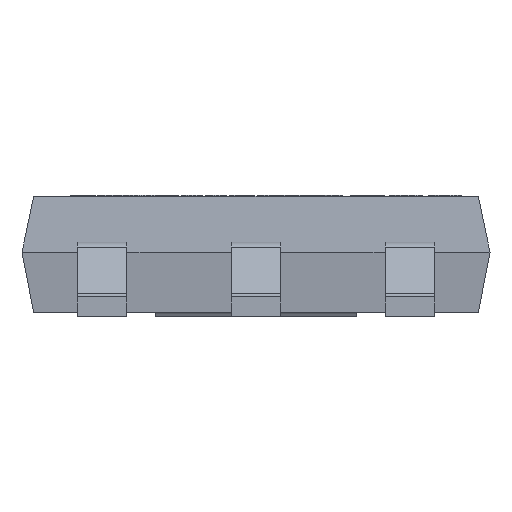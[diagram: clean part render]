
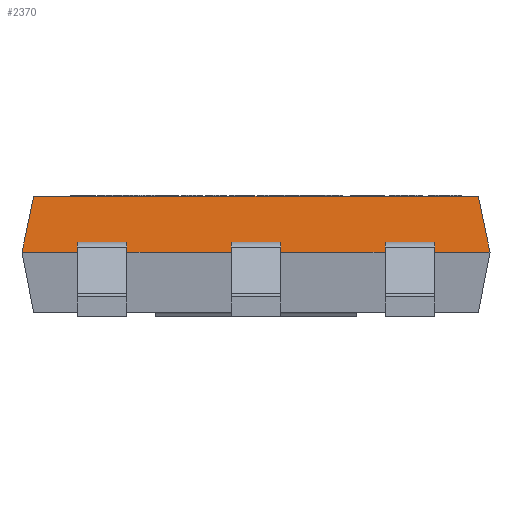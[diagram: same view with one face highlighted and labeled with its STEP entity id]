
A CAD part, front view. The second image highlights one B-rep face of the part: STEP entity #2370.
In plain terms, the highlighted free-form (B-spline) face has degree [1, 1] with [2, 2] control points.
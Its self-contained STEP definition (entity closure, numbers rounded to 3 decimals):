
#24 = VERTEX_POINT('',#25);
#25 = CARTESIAN_POINT('',(3.325,-1.663,1.8));
#31 = EDGE_CURVE('',#24,#32,#34,.T.);
#32 = VERTEX_POINT('',#33);
#33 = CARTESIAN_POINT('',(-3.325,-1.663,1.8));
#34 = LINE('',#35,#36);
#35 = CARTESIAN_POINT('',(3.325,-1.663,1.8));
#36 = VECTOR('',#37,1.);
#37 = DIRECTION('',(-1.,0.,0.));
#2288 = EDGE_CURVE('',#24,#2289,#2291,.T.);
#2289 = VERTEX_POINT('',#2290);
#2290 = CARTESIAN_POINT('',(3.5,-1.75,0.963));
#2291 = B_SPLINE_CURVE_WITH_KNOTS('',1,(#2292,#2293),.UNSPECIFIED.,.F.,
  .F.,(2,2),(0.,1.),.PIECEWISE_BEZIER_KNOTS.);
#2292 = CARTESIAN_POINT('',(3.325,-1.663,1.8));
#2293 = CARTESIAN_POINT('',(3.5,-1.75,0.963));
#2370 = ADVANCED_FACE('',(#2371),#2493,.T.);
#2371 = FACE_BOUND('',#2372,.T.);
#2372 = EDGE_LOOP('',(#2373,#2374,#2375,#2382,#2390,#2400,#2407,#2417,
    #2425,#2435,#2442,#2452,#2460,#2470,#2477,#2487));
#2373 = ORIENTED_EDGE('',*,*,#2288,.F.);
#2374 = ORIENTED_EDGE('',*,*,#31,.T.);
#2375 = ORIENTED_EDGE('',*,*,#2376,.T.);
#2376 = EDGE_CURVE('',#32,#2377,#2379,.T.);
#2377 = VERTEX_POINT('',#2378);
#2378 = CARTESIAN_POINT('',(-3.5,-1.75,0.963));
#2379 = B_SPLINE_CURVE_WITH_KNOTS('',1,(#2380,#2381),.UNSPECIFIED.,.F.,
  .F.,(2,2),(0.,1.),.PIECEWISE_BEZIER_KNOTS.);
#2380 = CARTESIAN_POINT('',(-3.325,-1.663,1.8));
#2381 = CARTESIAN_POINT('',(-3.5,-1.75,0.963));
#2382 = ORIENTED_EDGE('',*,*,#2383,.F.);
#2383 = EDGE_CURVE('',#2384,#2377,#2386,.T.);
#2384 = VERTEX_POINT('',#2385);
#2385 = CARTESIAN_POINT('',(-2.67,-1.75,0.963));
#2386 = LINE('',#2387,#2388);
#2387 = CARTESIAN_POINT('',(3.5,-1.75,0.963));
#2388 = VECTOR('',#2389,1.);
#2389 = DIRECTION('',(-1.,0.,0.));
#2390 = ORIENTED_EDGE('',*,*,#2391,.F.);
#2391 = EDGE_CURVE('',#2392,#2384,#2394,.T.);
#2392 = VERTEX_POINT('',#2393);
#2393 = CARTESIAN_POINT('',(-2.67,-1.735,1.11));
#2394 = B_SPLINE_CURVE_WITH_KNOTS('',4,(#2395,#2396,#2397,#2398,#2399),
  .UNSPECIFIED.,.F.,.F.,(5,5),(0.,1.),.PIECEWISE_BEZIER_KNOTS.);
#2395 = CARTESIAN_POINT('',(-2.67,-1.735,1.11));
#2396 = CARTESIAN_POINT('',(-2.67,-1.738,1.073));
#2397 = CARTESIAN_POINT('',(-2.67,-1.742,1.036));
#2398 = CARTESIAN_POINT('',(-2.67,-1.746,0.999));
#2399 = CARTESIAN_POINT('',(-2.67,-1.75,0.963));
#2400 = ORIENTED_EDGE('',*,*,#2401,.T.);
#2401 = EDGE_CURVE('',#2392,#2402,#2404,.T.);
#2402 = VERTEX_POINT('',#2403);
#2403 = CARTESIAN_POINT('',(-1.93,-1.735,1.11));
#2404 = B_SPLINE_CURVE_WITH_KNOTS('',1,(#2405,#2406),.UNSPECIFIED.,.F.,
  .F.,(2,2),(0.,1.),.PIECEWISE_BEZIER_KNOTS.);
#2405 = CARTESIAN_POINT('',(-2.67,-1.735,1.11));
#2406 = CARTESIAN_POINT('',(-1.93,-1.735,1.11));
#2407 = ORIENTED_EDGE('',*,*,#2408,.T.);
#2408 = EDGE_CURVE('',#2402,#2409,#2411,.T.);
#2409 = VERTEX_POINT('',#2410);
#2410 = CARTESIAN_POINT('',(-1.93,-1.75,0.963));
#2411 = B_SPLINE_CURVE_WITH_KNOTS('',4,(#2412,#2413,#2414,#2415,#2416),
  .UNSPECIFIED.,.F.,.F.,(5,5),(0.,1.),.PIECEWISE_BEZIER_KNOTS.);
#2412 = CARTESIAN_POINT('',(-1.93,-1.735,1.11));
#2413 = CARTESIAN_POINT('',(-1.93,-1.738,1.073));
#2414 = CARTESIAN_POINT('',(-1.93,-1.742,1.036));
#2415 = CARTESIAN_POINT('',(-1.93,-1.746,0.999));
#2416 = CARTESIAN_POINT('',(-1.93,-1.75,0.963));
#2417 = ORIENTED_EDGE('',*,*,#2418,.F.);
#2418 = EDGE_CURVE('',#2419,#2409,#2421,.T.);
#2419 = VERTEX_POINT('',#2420);
#2420 = CARTESIAN_POINT('',(-0.37,-1.75,0.963));
#2421 = LINE('',#2422,#2423);
#2422 = CARTESIAN_POINT('',(3.5,-1.75,0.963));
#2423 = VECTOR('',#2424,1.);
#2424 = DIRECTION('',(-1.,0.,0.));
#2425 = ORIENTED_EDGE('',*,*,#2426,.F.);
#2426 = EDGE_CURVE('',#2427,#2419,#2429,.T.);
#2427 = VERTEX_POINT('',#2428);
#2428 = CARTESIAN_POINT('',(-0.37,-1.735,1.11));
#2429 = B_SPLINE_CURVE_WITH_KNOTS('',4,(#2430,#2431,#2432,#2433,#2434),
  .UNSPECIFIED.,.F.,.F.,(5,5),(0.,1.),.PIECEWISE_BEZIER_KNOTS.);
#2430 = CARTESIAN_POINT('',(-0.37,-1.735,1.11));
#2431 = CARTESIAN_POINT('',(-0.37,-1.738,1.073));
#2432 = CARTESIAN_POINT('',(-0.37,-1.742,1.036));
#2433 = CARTESIAN_POINT('',(-0.37,-1.746,0.999));
#2434 = CARTESIAN_POINT('',(-0.37,-1.75,0.963));
#2435 = ORIENTED_EDGE('',*,*,#2436,.T.);
#2436 = EDGE_CURVE('',#2427,#2437,#2439,.T.);
#2437 = VERTEX_POINT('',#2438);
#2438 = CARTESIAN_POINT('',(0.37,-1.735,1.11));
#2439 = B_SPLINE_CURVE_WITH_KNOTS('',1,(#2440,#2441),.UNSPECIFIED.,.F.,
  .F.,(2,2),(0.,1.),.PIECEWISE_BEZIER_KNOTS.);
#2440 = CARTESIAN_POINT('',(-0.37,-1.735,1.11));
#2441 = CARTESIAN_POINT('',(0.37,-1.735,1.11));
#2442 = ORIENTED_EDGE('',*,*,#2443,.T.);
#2443 = EDGE_CURVE('',#2437,#2444,#2446,.T.);
#2444 = VERTEX_POINT('',#2445);
#2445 = CARTESIAN_POINT('',(0.37,-1.75,0.963));
#2446 = B_SPLINE_CURVE_WITH_KNOTS('',4,(#2447,#2448,#2449,#2450,#2451),
  .UNSPECIFIED.,.F.,.F.,(5,5),(0.,1.),.PIECEWISE_BEZIER_KNOTS.);
#2447 = CARTESIAN_POINT('',(0.37,-1.735,1.11));
#2448 = CARTESIAN_POINT('',(0.37,-1.738,1.073));
#2449 = CARTESIAN_POINT('',(0.37,-1.742,1.036));
#2450 = CARTESIAN_POINT('',(0.37,-1.746,0.999));
#2451 = CARTESIAN_POINT('',(0.37,-1.75,0.963));
#2452 = ORIENTED_EDGE('',*,*,#2453,.F.);
#2453 = EDGE_CURVE('',#2454,#2444,#2456,.T.);
#2454 = VERTEX_POINT('',#2455);
#2455 = CARTESIAN_POINT('',(1.93,-1.75,0.963));
#2456 = LINE('',#2457,#2458);
#2457 = CARTESIAN_POINT('',(3.5,-1.75,0.963));
#2458 = VECTOR('',#2459,1.);
#2459 = DIRECTION('',(-1.,0.,0.));
#2460 = ORIENTED_EDGE('',*,*,#2461,.F.);
#2461 = EDGE_CURVE('',#2462,#2454,#2464,.T.);
#2462 = VERTEX_POINT('',#2463);
#2463 = CARTESIAN_POINT('',(1.93,-1.735,1.11));
#2464 = B_SPLINE_CURVE_WITH_KNOTS('',4,(#2465,#2466,#2467,#2468,#2469),
  .UNSPECIFIED.,.F.,.F.,(5,5),(0.,1.),.PIECEWISE_BEZIER_KNOTS.);
#2465 = CARTESIAN_POINT('',(1.93,-1.735,1.11));
#2466 = CARTESIAN_POINT('',(1.93,-1.738,1.073));
#2467 = CARTESIAN_POINT('',(1.93,-1.742,1.036));
#2468 = CARTESIAN_POINT('',(1.93,-1.746,0.999));
#2469 = CARTESIAN_POINT('',(1.93,-1.75,0.963));
#2470 = ORIENTED_EDGE('',*,*,#2471,.T.);
#2471 = EDGE_CURVE('',#2462,#2472,#2474,.T.);
#2472 = VERTEX_POINT('',#2473);
#2473 = CARTESIAN_POINT('',(2.67,-1.735,1.11));
#2474 = B_SPLINE_CURVE_WITH_KNOTS('',1,(#2475,#2476),.UNSPECIFIED.,.F.,
  .F.,(2,2),(0.,1.),.PIECEWISE_BEZIER_KNOTS.);
#2475 = CARTESIAN_POINT('',(1.93,-1.735,1.11));
#2476 = CARTESIAN_POINT('',(2.67,-1.735,1.11));
#2477 = ORIENTED_EDGE('',*,*,#2478,.T.);
#2478 = EDGE_CURVE('',#2472,#2479,#2481,.T.);
#2479 = VERTEX_POINT('',#2480);
#2480 = CARTESIAN_POINT('',(2.67,-1.75,0.963));
#2481 = B_SPLINE_CURVE_WITH_KNOTS('',4,(#2482,#2483,#2484,#2485,#2486),
  .UNSPECIFIED.,.F.,.F.,(5,5),(0.,1.),.PIECEWISE_BEZIER_KNOTS.);
#2482 = CARTESIAN_POINT('',(2.67,-1.735,1.11));
#2483 = CARTESIAN_POINT('',(2.67,-1.738,1.073));
#2484 = CARTESIAN_POINT('',(2.67,-1.742,1.036));
#2485 = CARTESIAN_POINT('',(2.67,-1.746,0.999));
#2486 = CARTESIAN_POINT('',(2.67,-1.75,0.963));
#2487 = ORIENTED_EDGE('',*,*,#2488,.F.);
#2488 = EDGE_CURVE('',#2289,#2479,#2489,.T.);
#2489 = LINE('',#2490,#2491);
#2490 = CARTESIAN_POINT('',(3.5,-1.75,0.963));
#2491 = VECTOR('',#2492,1.);
#2492 = DIRECTION('',(-1.,0.,0.));
#2493 = B_SPLINE_SURFACE_WITH_KNOTS('',1,1,(
    (#2494,#2495)
    ,(#2496,#2497
    )),.UNSPECIFIED.,.F.,.F.,.F.,(2,2),(2,2),(0.,7.),(0.,1.),
  .PIECEWISE_BEZIER_KNOTS.);
#2494 = CARTESIAN_POINT('',(3.325,-1.663,1.8));
#2495 = CARTESIAN_POINT('',(3.5,-1.75,0.963));
#2496 = CARTESIAN_POINT('',(-3.325,-1.663,1.8));
#2497 = CARTESIAN_POINT('',(-3.5,-1.75,0.963));
